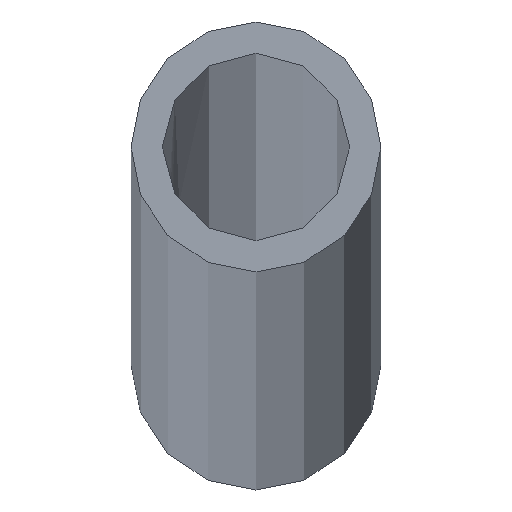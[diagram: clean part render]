
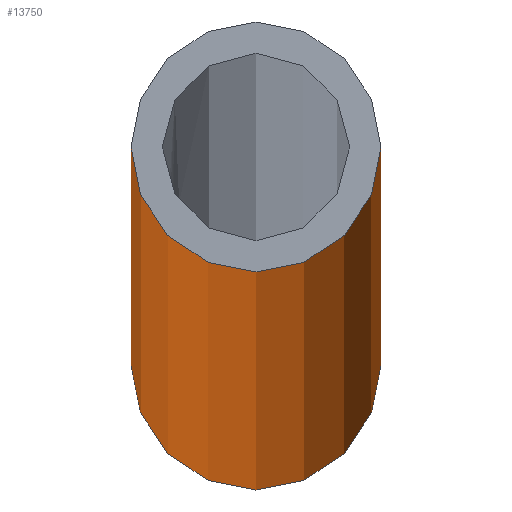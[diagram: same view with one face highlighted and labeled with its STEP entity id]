
A CAD part, top view. The second image highlights one B-rep face of the part: STEP entity #13750.
In plain terms, the highlighted cylindrical face has radius 6 mm (diameter 12 mm), a full revolution.
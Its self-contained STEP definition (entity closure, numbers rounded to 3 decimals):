
#2253 = FACE_OUTER_BOUND ( 'NONE', #8615, .T. ) ;
#2783 = EDGE_CURVE ( 'NONE', #12913, #12913, #12318, .T. ) ;
#3715 = CARTESIAN_POINT ( 'NONE',  ( 0., 0., 3000. ) ) ;
#4449 = FACE_OUTER_BOUND ( 'NONE', #13827, .T. ) ;
#4754 = VERTEX_POINT ( 'NONE', #12828 ) ;
#4843 = CARTESIAN_POINT ( 'NONE',  ( 0., 0., 3000. ) ) ;
#4848 = ORIENTED_EDGE ( 'NONE', *, *, #2783, .F. ) ;
#4938 = DIRECTION ( 'NONE',  ( 0., 0., 1. ) ) ;
#5123 = AXIS2_PLACEMENT_3D ( 'NONE', #4843, #4938, #12379 ) ;
#5301 = CARTESIAN_POINT ( 'NONE',  ( 6., 0., 3000. ) ) ;
#5969 = DIRECTION ( 'NONE',  ( -1., 0., 0. ) ) ;
#6330 = DIRECTION ( 'NONE',  ( 1., 0., 0. ) ) ;
#6412 = ORIENTED_EDGE ( 'NONE', *, *, #11681, .T. ) ;
#6432 = AXIS2_PLACEMENT_3D ( 'NONE', #11546, #13777, #6330 ) ;
#6932 = DIRECTION ( 'NONE',  ( 0., 0., -1. ) ) ;
#7083 = CYLINDRICAL_SURFACE ( 'NONE', #12213, 6. ) ;
#8615 = EDGE_LOOP ( 'NONE', ( #6412 ) ) ;
#10107 = CIRCLE ( 'NONE', #6432, 6. ) ;
#11546 = CARTESIAN_POINT ( 'NONE',  ( 0., 0., -3000. ) ) ;
#11681 = EDGE_CURVE ( 'NONE', #4754, #4754, #10107, .T. ) ;
#12213 = AXIS2_PLACEMENT_3D ( 'NONE', #3715, #6932, #5969 ) ;
#12318 = CIRCLE ( 'NONE', #5123, 6. ) ;
#12379 = DIRECTION ( 'NONE',  ( 1., 0., 0. ) ) ;
#12828 = CARTESIAN_POINT ( 'NONE',  ( 6., 0., -3000. ) ) ;
#12913 = VERTEX_POINT ( 'NONE', #5301 ) ;
#13750 = ADVANCED_FACE ( 'NONE', ( #4449, #2253 ), #7083, .T. ) ;
#13777 = DIRECTION ( 'NONE',  ( 0., 0., 1. ) ) ;
#13827 = EDGE_LOOP ( 'NONE', ( #4848 ) ) ;
